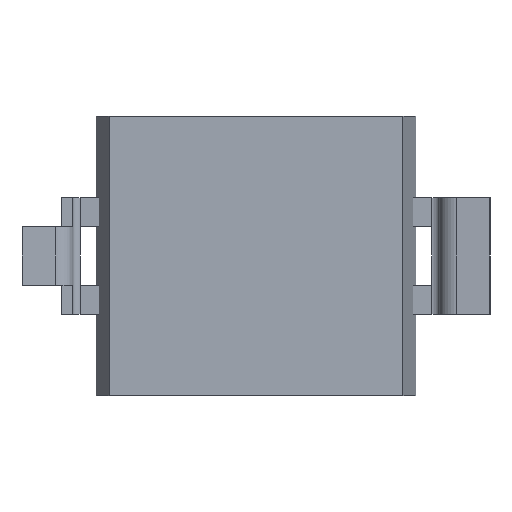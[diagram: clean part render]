
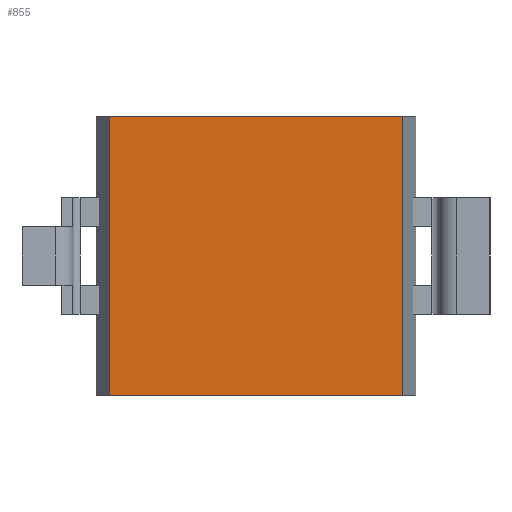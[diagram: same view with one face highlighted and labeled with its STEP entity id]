
A CAD part, front view. The second image highlights one B-rep face of the part: STEP entity #855.
In plain terms, the highlighted planar face has unit normal (0, -1, 0).
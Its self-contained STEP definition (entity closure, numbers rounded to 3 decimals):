
#92 = DIRECTION ( 'NONE',  ( 0., 0., -1. ) ) ;
#138 = DIRECTION ( 'NONE',  ( 0., 0., -1. ) ) ;
#211 = CARTESIAN_POINT ( 'NONE',  ( -2.026, 0.1, -1.925 ) ) ;
#215 = VECTOR ( 'NONE', #1142, 1000. ) ;
#217 = ORIENTED_EDGE ( 'NONE', *, *, #939, .F. ) ;
#274 = CARTESIAN_POINT ( 'NONE',  ( 2.026, 0.1, -1.925 ) ) ;
#318 = CARTESIAN_POINT ( 'NONE',  ( -2.026, 0.1, 1.925 ) ) ;
#326 = PLANE ( 'NONE',  #648 ) ;
#448 = LINE ( 'NONE', #274, #215 ) ;
#589 = CARTESIAN_POINT ( 'NONE',  ( 2.026, 0.1, -1.925 ) ) ;
#634 = EDGE_CURVE ( 'NONE', #846, #992, #448, .T. ) ;
#648 = AXIS2_PLACEMENT_3D ( 'NONE', #936, #1175, #1296 ) ;
#661 = DIRECTION ( 'NONE',  ( 1., 0., 0. ) ) ;
#672 = CARTESIAN_POINT ( 'NONE',  ( -2.026, 0.1, 1.925 ) ) ;
#674 = CARTESIAN_POINT ( 'NONE',  ( 2.026, 0.1, 1.925 ) ) ;
#715 = CARTESIAN_POINT ( 'NONE',  ( 2.026, 0.1, 1.925 ) ) ;
#774 = EDGE_LOOP ( 'NONE', ( #953, #217, #1533, #1090 ) ) ;
#786 = LINE ( 'NONE', #1272, #991 ) ;
#787 = VERTEX_POINT ( 'NONE', #672 ) ;
#790 = EDGE_CURVE ( 'NONE', #787, #846, #821, .T. ) ;
#819 = VERTEX_POINT ( 'NONE', #674 ) ;
#821 = LINE ( 'NONE', #318, #1047 ) ;
#834 = LINE ( 'NONE', #715, #975 ) ;
#846 = VERTEX_POINT ( 'NONE', #211 ) ;
#855 = ADVANCED_FACE ( 'NONE', ( #1407 ), #326, .F. ) ;
#936 = CARTESIAN_POINT ( 'NONE',  ( 2.026, 0.1, 1.925 ) ) ;
#939 = EDGE_CURVE ( 'NONE', #819, #992, #834, .T. ) ;
#953 = ORIENTED_EDGE ( 'NONE', *, *, #634, .T. ) ;
#975 = VECTOR ( 'NONE', #138, 1000. ) ;
#991 = VECTOR ( 'NONE', #661, 1000. ) ;
#992 = VERTEX_POINT ( 'NONE', #589 ) ;
#1047 = VECTOR ( 'NONE', #92, 1000. ) ;
#1090 = ORIENTED_EDGE ( 'NONE', *, *, #790, .T. ) ;
#1142 = DIRECTION ( 'NONE',  ( 1., 0., 0. ) ) ;
#1175 = DIRECTION ( 'NONE',  ( 0., 1., 0. ) ) ;
#1272 = CARTESIAN_POINT ( 'NONE',  ( 2.026, 0.1, 1.925 ) ) ;
#1296 = DIRECTION ( 'NONE',  ( -1., 0., 0. ) ) ;
#1407 = FACE_OUTER_BOUND ( 'NONE', #774, .T. ) ;
#1414 = EDGE_CURVE ( 'NONE', #787, #819, #786, .T. ) ;
#1533 = ORIENTED_EDGE ( 'NONE', *, *, #1414, .F. ) ;
